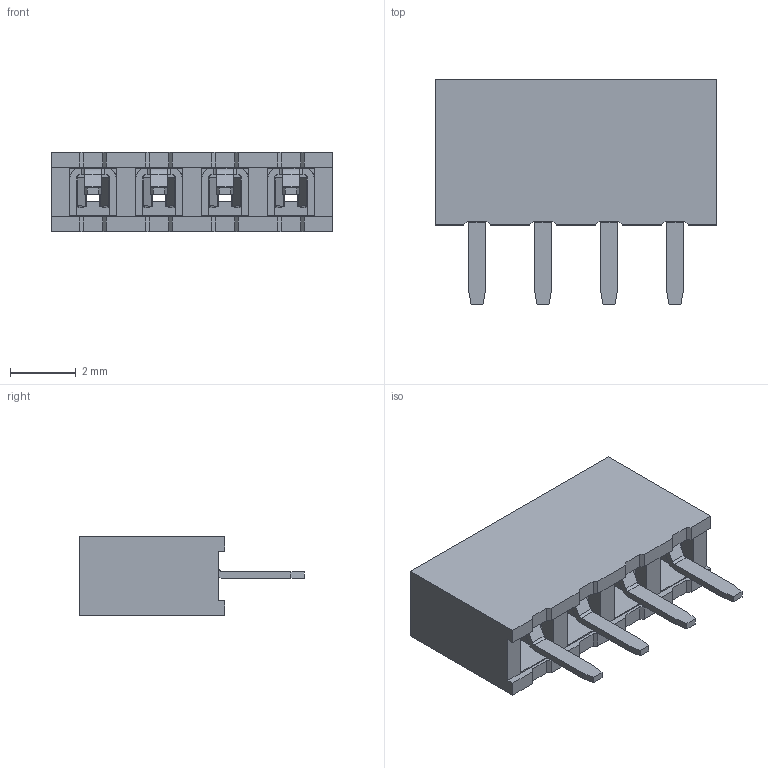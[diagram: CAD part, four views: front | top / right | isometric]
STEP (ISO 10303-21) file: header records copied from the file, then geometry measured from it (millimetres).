
FILE_DESCRIPTION (( 'STEP AP214' ), '1' );
FILE_NAME ('Sullins NPPN041BFCN-RC.STEP', '2016-04-07T20:59:00', ( '' ), ( '' ), 'SwSTEP 2.0', 'SolidWorks 2015', '' );
FILE_SCHEMA (( 'AUTOMOTIVE_DESIGN' ));
Length unit declared in the file: millimetre
Products named in the file (1): Sullins NPPN041BFCN-RC
Bounding box: 8.5 x 6.8 x 2.4 mm (x, y, z)
Volume: 62.3 mm3; surface area: 286.9 mm2
Topology: 1 solids, 1 shells, 406 faces, 1124 edges, 712 vertices
Faces by surface type: plane 258, cylinder 124, bspline 24
Entity records: 14776 total; most frequent: CARTESIAN_POINT 3419, ORIENTED_EDGE 2248, DIRECTION 1994, EDGE_CURVE 1124, VECTOR 860, LINE 860, VERTEX_POINT 712, AXIS2_PLACEMENT_3D 567
